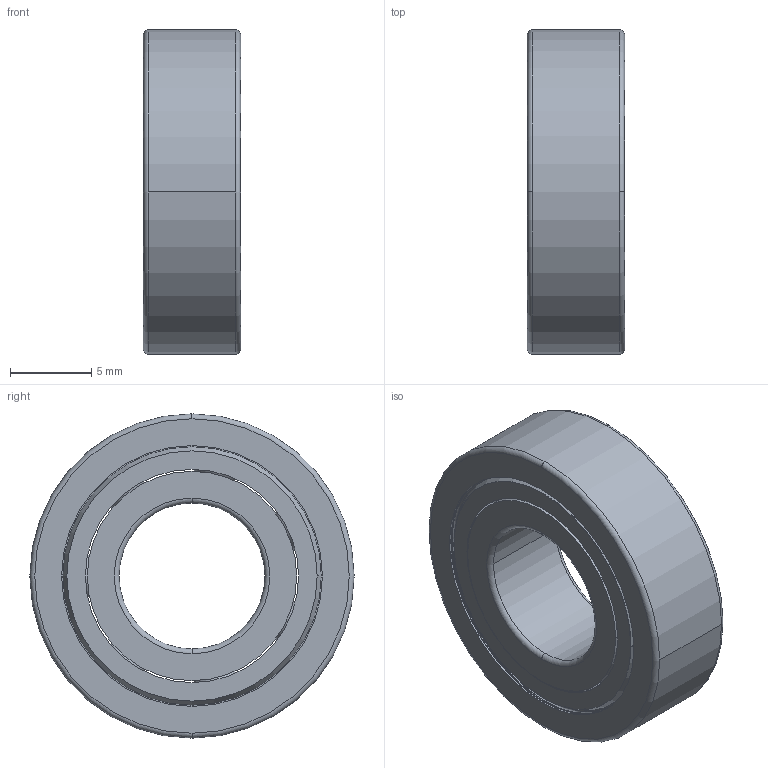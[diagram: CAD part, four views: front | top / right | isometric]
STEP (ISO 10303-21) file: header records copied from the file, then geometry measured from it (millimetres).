
FILE_DESCRIPTION(('STEP AP214'),'1');
FILE_NAME('bearing_699_zz.stp','2021-05-27T23:36:24',('TraceParts'),('TraceParts S.A.'),'Spatial InterOp 3D',' ',' ');
FILE_SCHEMA(('AUTOMOTIVE_DESIGN { 1 0 10303 214 1 1 1 1 }'));
Length unit declared in the file: millimetre
Products named in the file (1): bearing_699_zz_1
Bounding box: 6 x 20 x 20 mm (x, y, z)
Volume: 1044.1 mm3; surface area: 2165.7 mm2
Topology: 5 solids, 5 shells, 116 faces, 292 edges, 178 vertices
Faces by surface type: torus 50, cylinder 24, plane 16, sphere 14, cone 12
Entity records: 3867 total; most frequent: CARTESIAN_POINT 1039, DIRECTION 678, ORIENTED_EDGE 528, AXIS2_PLACEMENT_3D 321, EDGE_CURVE 264, CIRCLE 200, VERTEX_POINT 178, EDGE_LOOP 146
